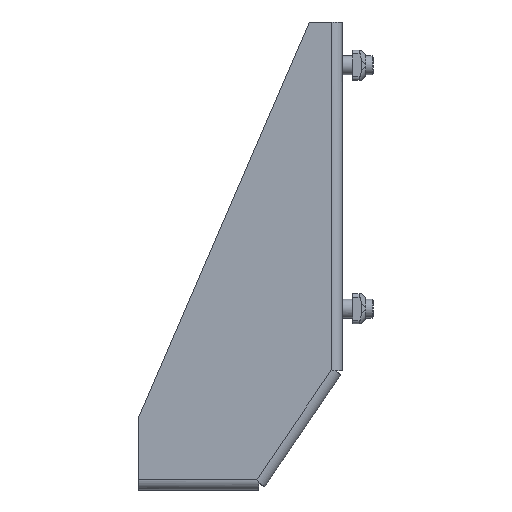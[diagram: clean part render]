
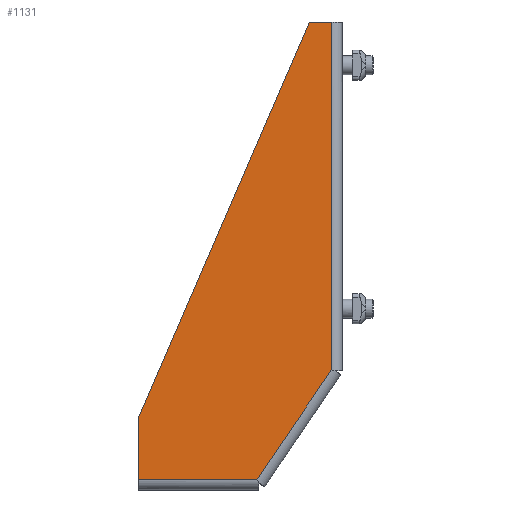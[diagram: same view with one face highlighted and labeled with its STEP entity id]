
A CAD part, front view. The second image highlights one B-rep face of the part: STEP entity #1131.
In plain terms, the highlighted face is planar.
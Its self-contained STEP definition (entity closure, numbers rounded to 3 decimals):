
#1131=ADVANCED_FACE('',(#1291),#1292,.F.);
#1291=FACE_OUTER_BOUND('',#1468,.T.);
#1292=PLANE('',#1469);
#1468=EDGE_LOOP('',(#1979,#1980,#1981,#1982,#1983,#1984));
#1469=AXIS2_PLACEMENT_3D('',#1985,#1986,#1987);
#1979=ORIENTED_EDGE('',*,*,#2282,.T.);
#1980=ORIENTED_EDGE('',*,*,#2265,.T.);
#1981=ORIENTED_EDGE('',*,*,#2292,.F.);
#1982=ORIENTED_EDGE('',*,*,#2293,.F.);
#1983=ORIENTED_EDGE('',*,*,#2294,.F.);
#1984=ORIENTED_EDGE('',*,*,#2210,.T.);
#1985=CARTESIAN_POINT('',(0.0,0.0,-19.5));
#1986=DIRECTION('',(0.0,0.0,1.0));
#1987=DIRECTION('',(1.0,0.0,0.0));
#2210=EDGE_CURVE('',#2471,#2469,#2472,.T.);
#2265=EDGE_CURVE('',#2566,#2568,#2570,.T.);
#2282=EDGE_CURVE('',#2469,#2566,#2595,.T.);
#2292=EDGE_CURVE('',#2609,#2568,#2610,.T.);
#2293=EDGE_CURVE('',#2611,#2609,#2612,.T.);
#2294=EDGE_CURVE('',#2471,#2611,#2613,.T.);
#2469=VERTEX_POINT('',#2980);
#2471=VERTEX_POINT('',#2982);
#2472=LINE('',#2983,#2984);
#2566=VERTEX_POINT('',#3110);
#2568=VERTEX_POINT('',#3112);
#2570=LINE('',#3114,#3115);
#2595=LINE('',#3151,#3152);
#2609=VERTEX_POINT('',#3172);
#2610=LINE('',#3173,#3174);
#2611=VERTEX_POINT('',#3175);
#2612=LINE('',#3176,#3177);
#2613=LINE('',#3178,#3179);
#2980=CARTESIAN_POINT('',(36.382,4.5,-19.5));
#2982=CARTESIAN_POINT('',(87.0,4.5,-19.5));
#2983=CARTESIAN_POINT('',(0.0,4.5,-19.5));
#2984=VECTOR('',#3353,1.0);
#3110=CARTESIAN_POINT('',(4.5,51.385,-19.5));
#3112=CARTESIAN_POINT('',(4.5,200.0,-19.5));
#3114=CARTESIAN_POINT('',(4.5,0.0,-19.5));
#3115=VECTOR('',#3452,1.0);
#3151=CARTESIAN_POINT('',(26.971,18.34,-19.5));
#3152=VECTOR('',#3479,1.0);
#3172=CARTESIAN_POINT('',(14.0,200.0,-19.5));
#3173=CARTESIAN_POINT('',(14.0,200.0,-19.5));
#3174=VECTOR('',#3495,1.0);
#3175=CARTESIAN_POINT('',(87.0,31.0,-19.5));
#3176=CARTESIAN_POINT('',(87.0,31.0,-19.5));
#3177=VECTOR('',#3496,1.0);
#3178=CARTESIAN_POINT('',(87.0,0.0,-19.5));
#3179=VECTOR('',#3497,1.0);
#3353=DIRECTION('',(-1.0,0.0,0.0));
#3452=DIRECTION('',(0.0,1.0,0.0));
#3479=DIRECTION('',(-0.562,0.827,0.0));
#3495=DIRECTION('',(-1.0,0.0,0.0));
#3496=DIRECTION('',(-0.397,0.918,0.0));
#3497=DIRECTION('',(0.0,1.0,0.0));
